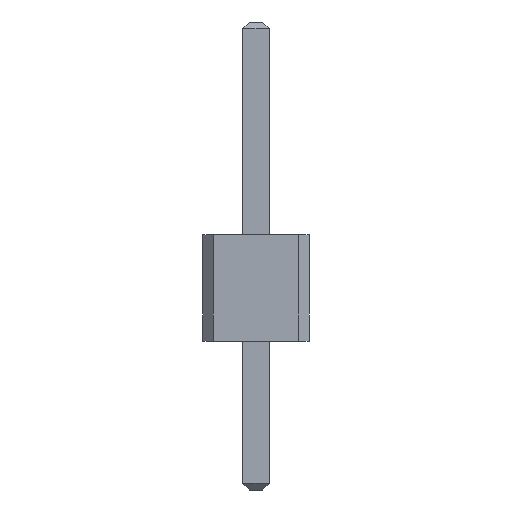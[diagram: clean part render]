
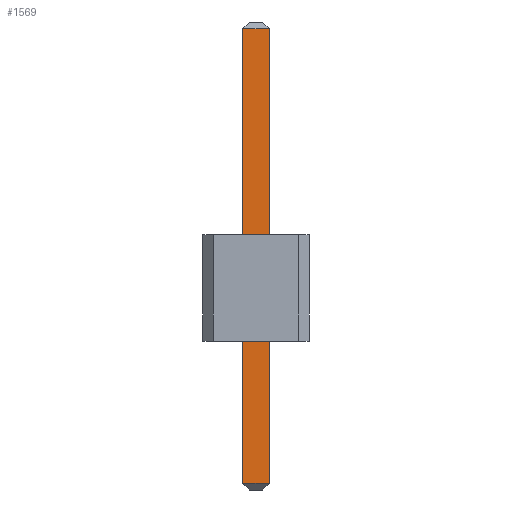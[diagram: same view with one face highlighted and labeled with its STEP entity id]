
A CAD part, front view. The second image highlights one B-rep face of the part: STEP entity #1569.
In plain terms, the highlighted planar face has unit normal (0, -1, 0).
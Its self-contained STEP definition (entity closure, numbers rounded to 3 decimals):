
#13=DIRECTION('',(0.,0.,1.));
#27=VECTOR('',#13,1.);
#67=DIRECTION('',(1.,0.,0.));
#725=VECTOR('',#67,1.);
#736=DIRECTION('',(0.,1.,0.));
#1546=EDGE_CURVE('',#1547,#1549,#1551,.T.);
#1547=VERTEX_POINT('',#1548);
#1548=CARTESIAN_POINT('',(-0.25,-22.25,-2.675));
#1549=VERTEX_POINT('',#1550);
#1550=CARTESIAN_POINT('',(-0.25,-22.25,5.875));
#1551=LINE('',#1552,#27);
#1552=CARTESIAN_POINT('',(-0.25,-22.25,-2.8));
#1569=ADVANCED_FACE('',(#1570),#1587,.F.);
#1570=FACE_BOUND('',#1571,.F.);
#1571=EDGE_LOOP('',(#1572,#1580,#1583,#1584));
#1572=ORIENTED_EDGE('',*,*,#1573,.F.);
#1573=EDGE_CURVE('',#1574,#1576,#1578,.T.);
#1574=VERTEX_POINT('',#1575);
#1575=CARTESIAN_POINT('',(0.25,-22.25,-2.675));
#1576=VERTEX_POINT('',#1577);
#1577=CARTESIAN_POINT('',(0.25,-22.25,5.875));
#1578=LINE('',#1579,#27);
#1579=CARTESIAN_POINT('',(0.25,-22.25,-2.8));
#1580=ORIENTED_EDGE('',*,*,#1581,.F.);
#1581=EDGE_CURVE('',#1547,#1574,#1582,.T.);
#1582=LINE('',#1548,#725);
#1583=ORIENTED_EDGE('',*,*,#1546,.T.);
#1584=ORIENTED_EDGE('',*,*,#1585,.T.);
#1585=EDGE_CURVE('',#1549,#1576,#1586,.T.);
#1586=LINE('',#1550,#725);
#1587=PLANE('',#1588);
#1588=AXIS2_PLACEMENT_3D('',#1552,#736,#13);
